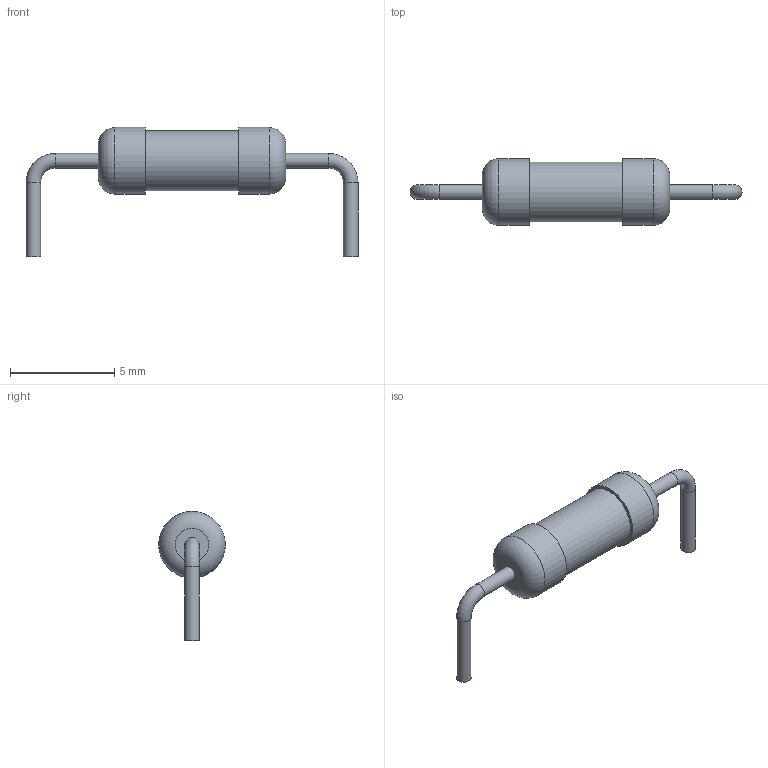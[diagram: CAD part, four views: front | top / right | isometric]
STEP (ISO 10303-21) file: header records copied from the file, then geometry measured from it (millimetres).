
FILE_DESCRIPTION(/* description */ ('model of R_Axial_DIN0309_L9.0mm_D3.2mm_P15.24mm_Horizontal'),/* implementation_level */ '2;1');
FILE_NAME(/* name */ 'R_Axial_DIN0309_L9.0mm_D3.2mm_P15.24mm_Horizontal.step',/* time_stamp */ '2017-10-31T21:39:50',/* author */ ('kicad StepUp','ksu'),/* organization */ ('FreeCAD'),/* preprocessor_version */ 'OCC',/* originating_system */ 'kicad StepUp',/* authorisation */ '');
FILE_SCHEMA(('AUTOMOTIVE_DESIGN_CC2 { 1 2 10303 214 -1 1 5 4 }'));
Length unit declared in the file: millimetre
Products named in the file (2): ASSEMBLY; R_Axial_DIN0309_L90mm_D32mm_P1524mm_Horizontal
Assembly tree (1 placements, depth 2):
  ASSEMBLY
    R_Axial_DIN0309_L90mm_D32mm_P1524mm_Horizontal
Bounding box: 15.94 x 3.2 x 6.2 mm (x, y, z)
Volume: 68.6 mm3; surface area: 129.6 mm2
Topology: 1 solids, 1 shells, 17 faces, 27 edges, 16 vertices
Faces by surface type: cylinder 7, plane 6, torus 4
Full cylindrical faces by diameter (mm): 0.7 x4, 2.88 x1, 3.2 x2
Entity records: 543 total; most frequent: DIRECTION 85, CARTESIAN_POINT 62, ORIENTED_EDGE 54, AXIS2_PLACEMENT_3D 39, EDGE_CURVE 27, FACE_BOUND 21, EDGE_LOOP 21, CIRCLE 20
